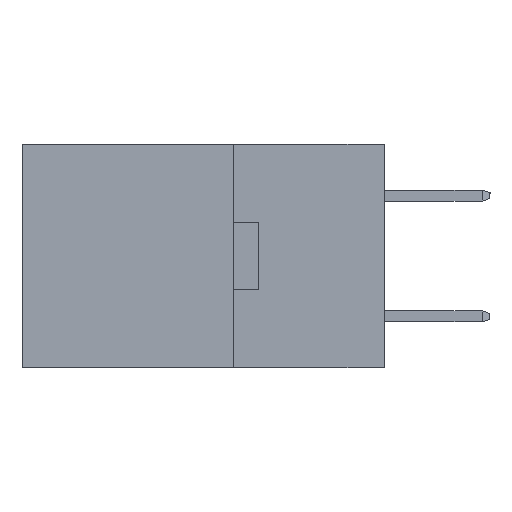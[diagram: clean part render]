
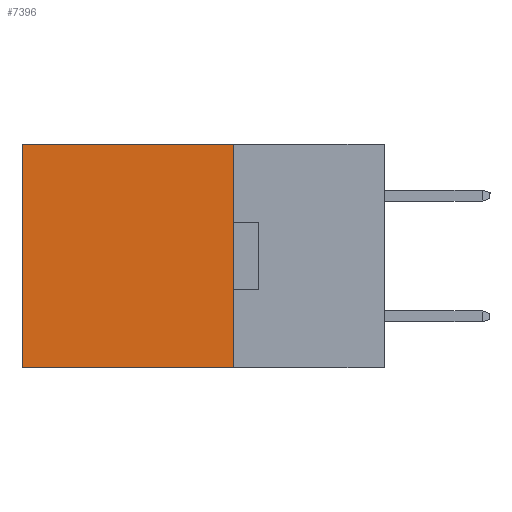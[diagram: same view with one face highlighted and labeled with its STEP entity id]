
A CAD part, left-side view. The second image highlights one B-rep face of the part: STEP entity #7396.
In plain terms, the highlighted planar face has unit normal (-1, 0, 0).
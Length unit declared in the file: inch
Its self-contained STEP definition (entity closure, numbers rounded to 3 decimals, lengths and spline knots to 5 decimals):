
#734 = CARTESIAN_POINT ( 'NONE',  ( 0.2615, 0.25, -0.37 ) ) ;
#3258 = CARTESIAN_POINT ( 'NONE',  ( 0.2615, 0.25, 0. ) ) ;
#4365 = CARTESIAN_POINT ( 'NONE',  ( 0.2615, 0.25, -0.37 ) ) ;
#4410 = ORIENTED_EDGE ( 'NONE', *, *, #20131, .T. ) ;
#5509 = LINE ( 'NONE', #14515, #16965 ) ;
#6493 = VERTEX_POINT ( 'NONE', #4365 ) ;
#6900 = CARTESIAN_POINT ( 'NONE',  ( 0.2615, 0.6, -0.37 ) ) ;
#7396 = ADVANCED_FACE ( 'NONE', ( #17558 ), #26615, .F. ) ;
#7482 = DIRECTION ( 'NONE',  ( 0., 1., 0. ) ) ;
#7713 = VERTEX_POINT ( 'NONE', #23522 ) ;
#7974 = EDGE_LOOP ( 'NONE', ( #13195, #12531, #11432, #4410 ) ) ;
#10554 = VERTEX_POINT ( 'NONE', #12605 ) ;
#10846 = DIRECTION ( 'NONE',  ( 0., 0., -1. ) ) ;
#11432 = ORIENTED_EDGE ( 'NONE', *, *, #24239, .F. ) ;
#12517 = VECTOR ( 'NONE', #24256, 39.37008 ) ;
#12531 = ORIENTED_EDGE ( 'NONE', *, *, #21152, .F. ) ;
#12605 = CARTESIAN_POINT ( 'NONE',  ( 0.2615, 0.25, 0. ) ) ;
#13195 = ORIENTED_EDGE ( 'NONE', *, *, #24678, .T. ) ;
#13426 = DIRECTION ( 'NONE',  ( 0., 0., -1. ) ) ;
#14515 = CARTESIAN_POINT ( 'NONE',  ( 0.2615, 0.6, -0.37 ) ) ;
#15345 = LINE ( 'NONE', #17411, #12517 ) ;
#16965 = VECTOR ( 'NONE', #18917, 39.37008 ) ;
#17411 = CARTESIAN_POINT ( 'NONE',  ( 0.2615, 0.25, -0.37 ) ) ;
#17417 = CARTESIAN_POINT ( 'NONE',  ( 0.2615, 0.25, -0.37 ) ) ;
#17558 = FACE_OUTER_BOUND ( 'NONE', #7974, .T. ) ;
#17720 = AXIS2_PLACEMENT_3D ( 'NONE', #17417, #26329, #10846 ) ;
#18777 = VERTEX_POINT ( 'NONE', #6900 ) ;
#18855 = LINE ( 'NONE', #3258, #21327 ) ;
#18917 = DIRECTION ( 'NONE',  ( 0., 0., -1. ) ) ;
#20131 = EDGE_CURVE ( 'NONE', #10554, #7713, #18855, .T. ) ;
#21152 = EDGE_CURVE ( 'NONE', #6493, #18777, #15345, .T. ) ;
#21327 = VECTOR ( 'NONE', #7482, 39.37008 ) ;
#22976 = VECTOR ( 'NONE', #13426, 39.37008 ) ;
#23522 = CARTESIAN_POINT ( 'NONE',  ( 0.2615, 0.6, 0. ) ) ;
#24239 = EDGE_CURVE ( 'NONE', #10554, #6493, #24652, .T. ) ;
#24256 = DIRECTION ( 'NONE',  ( 0., 1., 0. ) ) ;
#24652 = LINE ( 'NONE', #734, #22976 ) ;
#24678 = EDGE_CURVE ( 'NONE', #7713, #18777, #5509, .T. ) ;
#26329 = DIRECTION ( 'NONE',  ( 1., 0., 0. ) ) ;
#26615 = PLANE ( 'NONE',  #17720 ) ;
